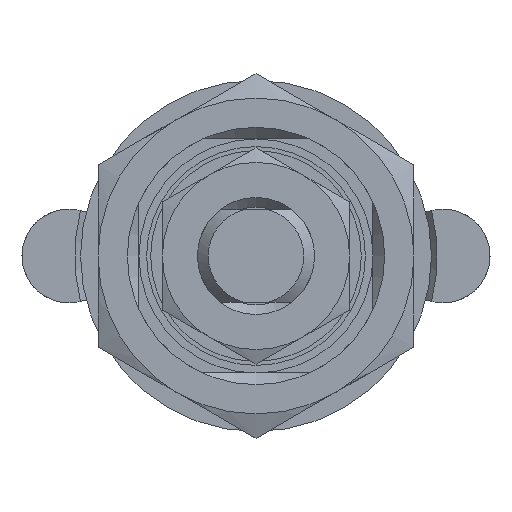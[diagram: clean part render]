
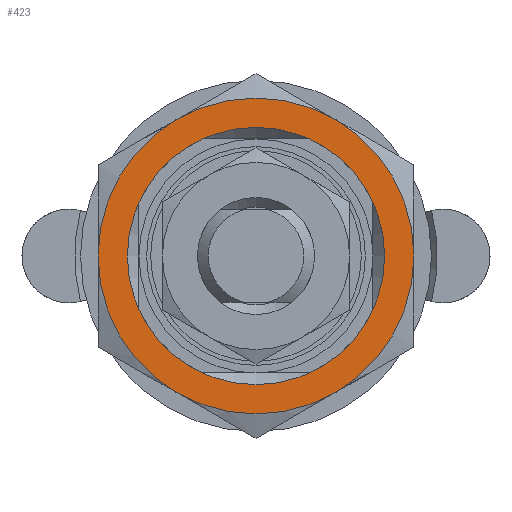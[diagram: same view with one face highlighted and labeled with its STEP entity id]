
A CAD part, front view. The second image highlights one B-rep face of the part: STEP entity #423.
In plain terms, the highlighted planar face has unit normal (0, -1, 0).
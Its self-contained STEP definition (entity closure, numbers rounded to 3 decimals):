
#423 = ADVANCED_FACE( '', ( #860, #861 ), #862, .T. );
#860 = FACE_OUTER_BOUND( '', #1316, .T. );
#861 = FACE_BOUND( '', #1317, .T. );
#862 = PLANE( '', #1318 );
#1316 = EDGE_LOOP( '', ( #2150, #2151, #2152, #2153, #2154, #2155 ) );
#1317 = EDGE_LOOP( '', ( #2156 ) );
#1318 = AXIS2_PLACEMENT_3D( '', #2157, #2158, #2159 );
#2150 = ORIENTED_EDGE( '', *, *, #2783, .T. );
#2151 = ORIENTED_EDGE( '', *, *, #2588, .T. );
#2152 = ORIENTED_EDGE( '', *, *, #2785, .T. );
#2153 = ORIENTED_EDGE( '', *, *, #2876, .T. );
#2154 = ORIENTED_EDGE( '', *, *, #2877, .T. );
#2155 = ORIENTED_EDGE( '', *, *, #2789, .T. );
#2156 = ORIENTED_EDGE( '', *, *, #2663, .F. );
#2157 = CARTESIAN_POINT( '', ( 11., -4.8, 0. ) );
#2158 = DIRECTION( '', ( 0., -1., 0. ) );
#2159 = DIRECTION( '', ( 0., 0., -1. ) );
#2588 = EDGE_CURVE( '', #3023, #3024, #3025, .T. );
#2663 = EDGE_CURVE( '', #3151, #3151, #3152, .T. );
#2783 = EDGE_CURVE( '', #3274, #3023, #3337, .T. );
#2785 = EDGE_CURVE( '', #3024, #3339, #3340, .T. );
#2789 = EDGE_CURVE( '', #3252, #3274, #3345, .T. );
#2876 = EDGE_CURVE( '', #3339, #3461, #3462, .T. );
#2877 = EDGE_CURVE( '', #3461, #3252, #3463, .T. );
#3023 = VERTEX_POINT( '', #3637 );
#3024 = VERTEX_POINT( '', #3638 );
#3025 = CIRCLE( '', #3639, 13.5 );
#3151 = VERTEX_POINT( '', #3883 );
#3152 = CIRCLE( '', #3884, 11. );
#3252 = VERTEX_POINT( '', #4063 );
#3274 = VERTEX_POINT( '', #4109 );
#3337 = CIRCLE( '', #4234, 13.5 );
#3339 = VERTEX_POINT( '', #4236 );
#3340 = CIRCLE( '', #4237, 13.5 );
#3345 = CIRCLE( '', #4252, 13.5 );
#3461 = VERTEX_POINT( '', #4496 );
#3462 = CIRCLE( '', #4497, 13.5 );
#3463 = CIRCLE( '', #4498, 13.5 );
#3637 = CARTESIAN_POINT( '', ( 13.5, -4.8, 0. ) );
#3638 = CARTESIAN_POINT( '', ( 6.75, -4.8, 11.691 ) );
#3639 = AXIS2_PLACEMENT_3D( '', #4718, #4719, #4720 );
#3883 = CARTESIAN_POINT( '', ( 0., -4.8, -11. ) );
#3884 = AXIS2_PLACEMENT_3D( '', #4810, #4811, #4812 );
#4063 = CARTESIAN_POINT( '', ( -6.75, -4.8, -11.691 ) );
#4109 = CARTESIAN_POINT( '', ( 6.75, -4.8, -11.691 ) );
#4234 = AXIS2_PLACEMENT_3D( '', #4946, #4947, #4948 );
#4236 = CARTESIAN_POINT( '', ( -6.75, -4.8, 11.691 ) );
#4237 = AXIS2_PLACEMENT_3D( '', #4949, #4950, #4951 );
#4252 = AXIS2_PLACEMENT_3D( '', #4952, #4953, #4954 );
#4496 = CARTESIAN_POINT( '', ( -13.5, -4.8, 0. ) );
#4497 = AXIS2_PLACEMENT_3D( '', #5050, #5051, #5052 );
#4498 = AXIS2_PLACEMENT_3D( '', #5053, #5054, #5055 );
#4718 = CARTESIAN_POINT( '', ( 0., -4.8, 0. ) );
#4719 = DIRECTION( '', ( 0., -1., 0. ) );
#4720 = DIRECTION( '', ( 0., 0., -1. ) );
#4810 = CARTESIAN_POINT( '', ( 0., -4.8, 0. ) );
#4811 = DIRECTION( '', ( 0., -1., 0. ) );
#4812 = DIRECTION( '', ( 0., 0., -1. ) );
#4946 = CARTESIAN_POINT( '', ( 0., -4.8, 0. ) );
#4947 = DIRECTION( '', ( 0., -1., 0. ) );
#4948 = DIRECTION( '', ( 0., 0., -1. ) );
#4949 = CARTESIAN_POINT( '', ( 0., -4.8, 0. ) );
#4950 = DIRECTION( '', ( 0., -1., 0. ) );
#4951 = DIRECTION( '', ( 0., 0., -1. ) );
#4952 = CARTESIAN_POINT( '', ( 0., -4.8, 0. ) );
#4953 = DIRECTION( '', ( 0., -1., 0. ) );
#4954 = DIRECTION( '', ( 0., 0., -1. ) );
#5050 = CARTESIAN_POINT( '', ( 0., -4.8, 0. ) );
#5051 = DIRECTION( '', ( 0., -1., 0. ) );
#5052 = DIRECTION( '', ( 0., 0., -1. ) );
#5053 = CARTESIAN_POINT( '', ( 0., -4.8, 0. ) );
#5054 = DIRECTION( '', ( 0., -1., 0. ) );
#5055 = DIRECTION( '', ( 0., 0., -1. ) );
